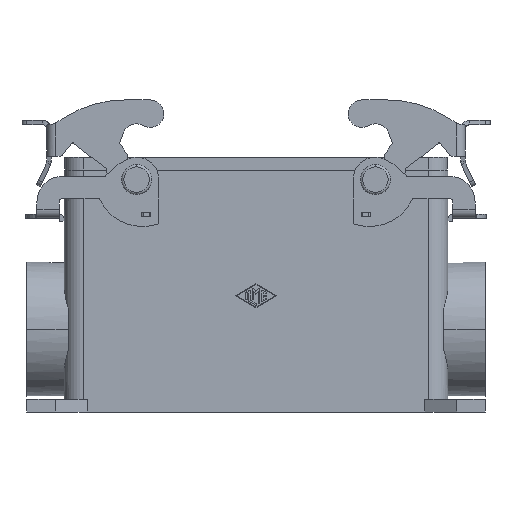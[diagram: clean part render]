
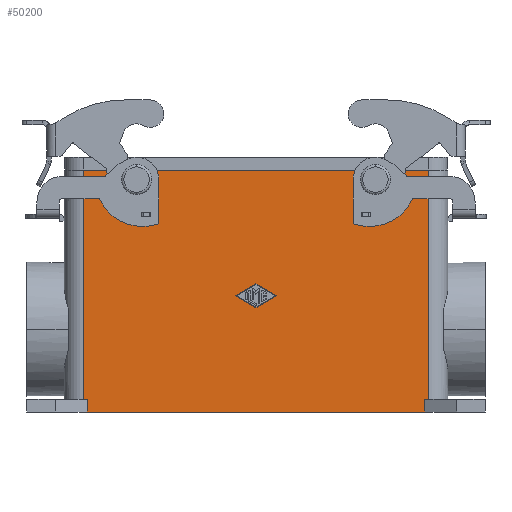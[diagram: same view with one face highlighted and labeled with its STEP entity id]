
A CAD part, front view. The second image highlights one B-rep face of the part: STEP entity #50200.
In plain terms, the highlighted planar face has unit normal (0, -1, 0).
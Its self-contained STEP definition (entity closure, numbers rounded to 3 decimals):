
#13480=CARTESIAN_POINT('',(0.,-22.25,1.5)
);
#13490=VERTEX_POINT('',#13480);
#13540=CARTESIAN_POINT('',(0.,-22.25,0.));
#13550=DIRECTION('',(0.,1.,0.));
#13560=DIRECTION('',(0.,0.,1.));
#13570=AXIS2_PLACEMENT_3D('',#13540,#13550,#13560);
#13580=CIRCLE('',#13570,1.5);
#13590=CARTESIAN_POINT('',(0.,-22.25,
-1.5));
#13600=VERTEX_POINT('',#13590);
#13610=EDGE_CURVE('',#13490,#13600,#13580,.T.);
#20370=CARTESIAN_POINT('',(-75.,-22.25,1.5));
#20380=VERTEX_POINT('',#20370);
#20430=CARTESIAN_POINT('',(-75.,-22.25,0.));
#20440=DIRECTION('',(0.,1.,0.));
#20450=DIRECTION('',(0.,0.,1.));
#20460=AXIS2_PLACEMENT_3D('',#20430,#20440,#20450);
#20470=CIRCLE('',#20460,1.5);
#20480=CARTESIAN_POINT('',(-75.,-22.25,-1.5));
#20490=VERTEX_POINT('',#20480);
#20500=EDGE_CURVE('',#20380,#20490,#20470,.T.);
#39800=CARTESIAN_POINT('',(-37.5,-22.25,-40.249));
#39810=VERTEX_POINT('',#39800);
#39860=CARTESIAN_POINT('',(-37.5,-22.25,-40.249));
#39870=DIRECTION('',(-0.866,0.,0.5));
#39880=VECTOR('',#39870,7.504);
#39890=LINE('',#39860,#39880);
#39900=CARTESIAN_POINT('',(-44.,-22.25,-36.5));
#39910=VERTEX_POINT('',#39900);
#39920=EDGE_CURVE('',#39810,#39910,#39890,.T.);
#40270=CARTESIAN_POINT('',(-31.,-22.25,-36.5));
#40280=VERTEX_POINT('',#40270);
#40330=CARTESIAN_POINT('',(-31.,-22.25,-36.5));
#40340=DIRECTION('',(-0.866,0.,-0.5));
#40350=VECTOR('',#40340,7.504);
#40360=LINE('',#40330,#40350);
#40370=EDGE_CURVE('',#40280,#39810,#40360,.T.);
#40650=CARTESIAN_POINT('',(-37.5,-22.25,-32.751));
#40660=VERTEX_POINT('',#40650);
#40710=CARTESIAN_POINT('',(-37.5,-22.25,-32.751));
#40720=DIRECTION('',(0.866,0.,-0.5));
#40730=VECTOR('',#40720,7.504);
#40740=LINE('',#40710,#40730);
#40750=EDGE_CURVE('',#40660,#40280,#40740,.T.);
#41000=CARTESIAN_POINT('',(-44.,-22.25,-36.5));
#41010=DIRECTION('',(0.866,0.,0.5));
#41020=VECTOR('',#41010,7.504);
#41030=LINE('',#41000,#41020);
#41040=EDGE_CURVE('',#39910,#40660,#41030,.T.);
#49330=CARTESIAN_POINT('',(15.5,-22.25,-73.));
#49340=DIRECTION('',(0.,-1.,0.));
#49350=DIRECTION('',(0.,0.,-1.));
#49360=AXIS2_PLACEMENT_3D('',#49330,#49340,#49350);
#49370=PLANE('',#49360);
#49380=CARTESIAN_POINT('',(-90.5,-22.25,-69.));
#49390=DIRECTION('',(-1.,0.,0.));
#49400=VECTOR('',#49390,1.25);
#49410=LINE('',#49380,#49400);
#49420=CARTESIAN_POINT('',(-90.5,-22.25,-69.));
#49430=VERTEX_POINT('',#49420);
#49440=CARTESIAN_POINT('',(-91.75,-22.25,-69.));
#49450=VERTEX_POINT('',#49440);
#49460=EDGE_CURVE('',#49430,#49450,#49410,.T.);
#49470=ORIENTED_EDGE('',*,*,#49460,.F.);
#49480=CARTESIAN_POINT('',(-91.75,-22.25,-69.));
#49490=DIRECTION('',(0.,0.,1.));
#49500=VECTOR('',#49490,72.);
#49510=LINE('',#49480,#49500);
#49520=CARTESIAN_POINT('',(-91.75,-22.25,3.));
#49530=VERTEX_POINT('',#49520);
#49540=EDGE_CURVE('',#49450,#49530,#49510,.T.);
#49550=ORIENTED_EDGE('',*,*,#49540,.F.);
#49560=CARTESIAN_POINT('',(16.75,-22.25,3.));
#49570=DIRECTION('',(-1.,0.,0.));
#49580=VECTOR('',#49570,108.5);
#49590=LINE('',#49560,#49580);
#49600=CARTESIAN_POINT('',(16.75,-22.25,3.));
#49610=VERTEX_POINT('',#49600);
#49620=EDGE_CURVE('',#49610,#49530,#49590,.T.);
#49630=ORIENTED_EDGE('',*,*,#49620,.T.);
#49640=CARTESIAN_POINT('',(16.75,-22.25,-69.));
#49650=DIRECTION('',(0.,0.,1.));
#49660=VECTOR('',#49650,72.);
#49670=LINE('',#49640,#49660);
#49680=CARTESIAN_POINT('',(16.75,-22.25,-69.));
#49690=VERTEX_POINT('',#49680);
#49700=EDGE_CURVE('',#49690,#49610,#49670,.T.);
#49710=ORIENTED_EDGE('',*,*,#49700,.T.);
#49720=CARTESIAN_POINT('',(16.75,-22.25,-69.));
#49730=DIRECTION('',(-1.,0.,0.));
#49740=VECTOR('',#49730,1.25);
#49750=LINE('',#49720,#49740);
#49760=CARTESIAN_POINT('',(15.5,-22.25,-69.));
#49770=VERTEX_POINT('',#49760);
#49780=EDGE_CURVE('',#49690,#49770,#49750,.T.);
#49790=ORIENTED_EDGE('',*,*,#49780,.F.);
#49800=CARTESIAN_POINT('',(15.5,-22.25,-73.));
#49810=DIRECTION('',(0.,0.,1.));
#49820=VECTOR('',#49810,4.);
#49830=LINE('',#49800,#49820);
#49840=CARTESIAN_POINT('',(15.5,-22.25,-73.));
#49850=VERTEX_POINT('',#49840);
#49860=EDGE_CURVE('',#49850,#49770,#49830,.T.);
#49870=ORIENTED_EDGE('',*,*,#49860,.T.);
#49880=CARTESIAN_POINT('',(15.5,-22.25,-73.));
#49890=DIRECTION('',(-1.,0.,0.));
#49900=VECTOR('',#49890,106.);
#49910=LINE('',#49880,#49900);
#49920=CARTESIAN_POINT('',(-90.5,-22.25,-73.));
#49930=VERTEX_POINT('',#49920);
#49940=EDGE_CURVE('',#49850,#49930,#49910,.T.);
#49950=ORIENTED_EDGE('',*,*,#49940,.F.);
#49960=CARTESIAN_POINT('',(-90.5,-22.25,-73.));
#49970=DIRECTION('',(0.,0.,1.));
#49980=VECTOR('',#49970,4.);
#49990=LINE('',#49960,#49980);
#50000=EDGE_CURVE('',#49930,#49430,#49990,.T.);
#50010=ORIENTED_EDGE('',*,*,#50000,.F.);
#50020=EDGE_LOOP('',(#50010,#49950,#49870,#49790,#49710,#49630,#49550,
#49470));
#50030=FACE_OUTER_BOUND('',#50020,.T.);
#50040=ORIENTED_EDGE('',*,*,#13610,.T.);
#50050=EDGE_CURVE('',#13600,#13490,#13580,.T.);
#50060=ORIENTED_EDGE('',*,*,#50050,.T.);
#50070=EDGE_LOOP('',(#50060,#50040));
#50080=FACE_BOUND('',#50070,.T.);
#50090=EDGE_CURVE('',#20490,#20380,#20470,.T.);
#50100=ORIENTED_EDGE('',*,*,#50090,.T.);
#50110=ORIENTED_EDGE('',*,*,#20500,.T.);
#50120=EDGE_LOOP('',(#50110,#50100));
#50130=FACE_BOUND('',#50120,.T.);
#50140=ORIENTED_EDGE('',*,*,#40370,.T.);
#50150=ORIENTED_EDGE('',*,*,#40750,.T.);
#50160=ORIENTED_EDGE('',*,*,#41040,.T.);
#50170=ORIENTED_EDGE('',*,*,#39920,.T.);
#50180=EDGE_LOOP('',(#50170,#50160,#50150,#50140));
#50190=FACE_BOUND('',#50180,.T.);
#50200=ADVANCED_FACE('',(#50030,#50080,#50130,#50190),#49370,.T.);
